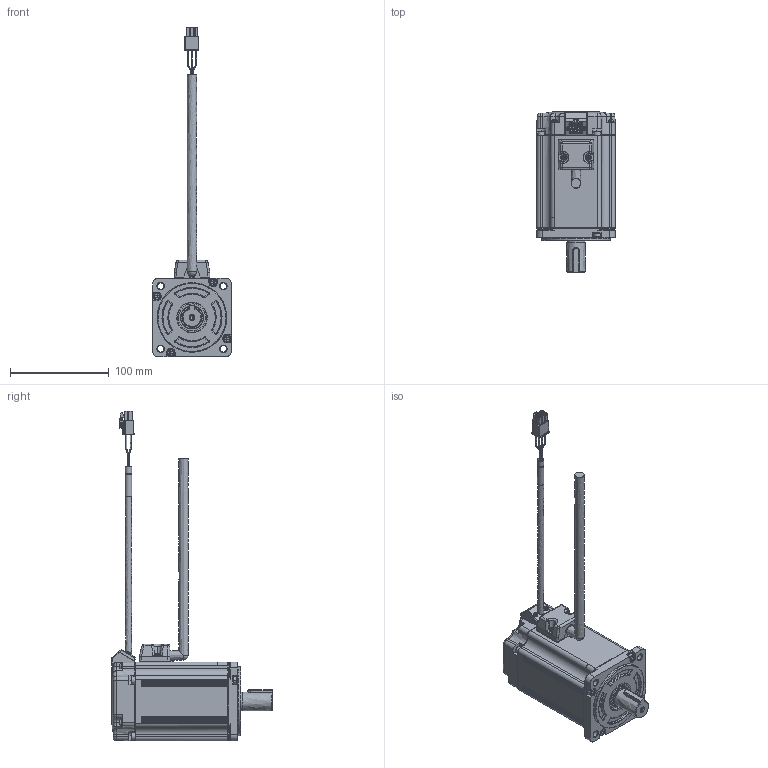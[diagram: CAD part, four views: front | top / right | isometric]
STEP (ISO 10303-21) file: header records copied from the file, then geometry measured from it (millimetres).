
FILE_DESCRIPTION( ('This file contains a STEP AP42 implementation' ,'as created by ZW3D STEP Interface translator.') ,'2;1' );
FILE_NAME( 'X3MA075A-N6LN.stp' ,'221110.132211', (''), ('ZWCAD Software Co.'), 'Version 1.0', 'ZW3D to STEP translator', '' );
FILE_SCHEMA(('AUTOMOTIVE_DESIGN'));
Length unit declared in the file: millimetre
Products named in the file (2): 0; X3MA075A-N2LN
Bounding box: 80 x 163 x 334.66 mm (x, y, z)
Volume: 777008 mm3; surface area: 74579.3 mm2
Topology: 1 solids, 1 shells, 1584 faces, 4013 edges, 2484 vertices
Faces by surface type: bspline 1584
Entity records: 51198 total; most frequent: CARTESIAN_POINT 26570, ORIENTED_EDGE 7966, EDGE_CURVE 3983, B_SPLINE_CURVE_WITH_KNOTS 2741, VERTEX_POINT 2484, EDGE_LOOP 1687, FACE_OUTER_BOUND 1584, ADVANCED_FACE 1584
